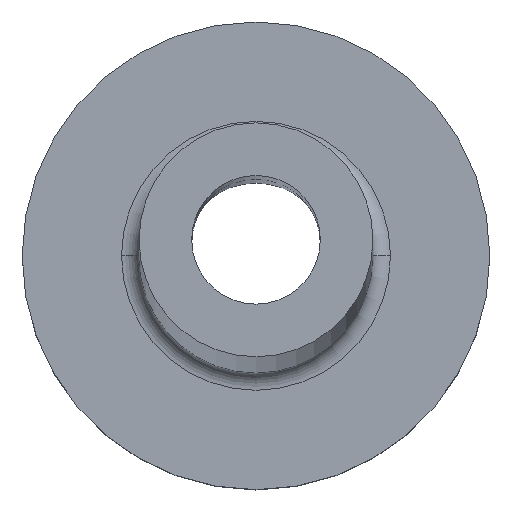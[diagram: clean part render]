
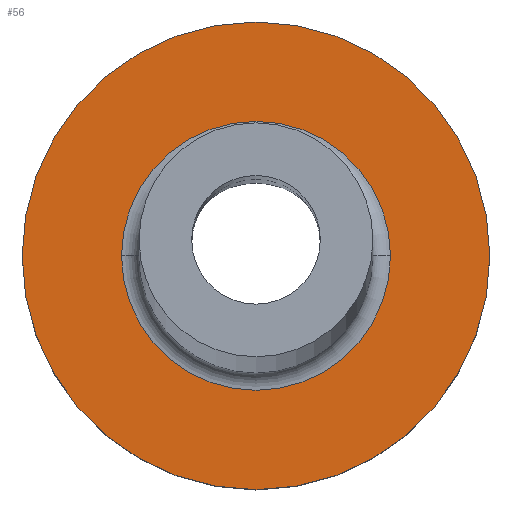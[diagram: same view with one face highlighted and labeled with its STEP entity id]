
A CAD part, top view. The second image highlights one B-rep face of the part: STEP entity #56.
In plain terms, the highlighted planar face has unit normal (0, 0, 1).
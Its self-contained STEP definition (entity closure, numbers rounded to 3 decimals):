
#4 = CARTESIAN_POINT ( 'NONE',  ( 4., 0., 3. ) ) ;
#13 = CARTESIAN_POINT ( 'NONE',  ( 0., 0., 3. ) ) ;
#14 = CARTESIAN_POINT ( 'NONE',  ( 2.3, 0., 3. ) ) ;
#55 = CARTESIAN_POINT ( 'NONE',  ( 0., 0., 3. ) ) ;
#56 = ADVANCED_FACE ( 'NONE', ( #228, #264 ), #446, .T. ) ;
#77 = DIRECTION ( 'NONE',  ( 0., 0., 1. ) ) ;
#107 = VERTEX_POINT ( 'NONE', #4 ) ;
#119 = EDGE_LOOP ( 'NONE', ( #408, #412 ) ) ;
#122 = ORIENTED_EDGE ( 'NONE', *, *, #262, .T. ) ;
#125 = ORIENTED_EDGE ( 'NONE', *, *, #157, .T. ) ;
#151 = DIRECTION ( 'NONE',  ( 0., 0., -1. ) ) ;
#157 = EDGE_CURVE ( 'NONE', #400, #107, #297, .T. ) ;
#174 = CIRCLE ( 'NONE', #279, 4. ) ;
#177 = AXIS2_PLACEMENT_3D ( 'NONE', #55, #77, #255 ) ;
#180 = CIRCLE ( 'NONE', #364, 2.3 ) ;
#187 = CARTESIAN_POINT ( 'NONE',  ( 0., 0., 3. ) ) ;
#219 = CARTESIAN_POINT ( 'NONE',  ( 0., 0., 3. ) ) ;
#228 = FACE_BOUND ( 'NONE', #119, .T. ) ;
#233 = EDGE_CURVE ( 'NONE', #263, #337, #180, .T. ) ;
#244 = AXIS2_PLACEMENT_3D ( 'NONE', #13, #256, #301 ) ;
#255 = DIRECTION ( 'NONE',  ( 1., 0., 0. ) ) ;
#256 = DIRECTION ( 'NONE',  ( 0., 0., -1. ) ) ;
#262 = EDGE_CURVE ( 'NONE', #107, #400, #174, .T. ) ;
#263 = VERTEX_POINT ( 'NONE', #14 ) ;
#264 = FACE_OUTER_BOUND ( 'NONE', #277, .T. ) ;
#275 = DIRECTION ( 'NONE',  ( 1., 0., 0. ) ) ;
#277 = EDGE_LOOP ( 'NONE', ( #125, #122 ) ) ;
#279 = AXIS2_PLACEMENT_3D ( 'NONE', #219, #410, #293 ) ;
#289 = AXIS2_PLACEMENT_3D ( 'NONE', #315, #455, #275 ) ;
#293 = DIRECTION ( 'NONE',  ( 1., 0., 0. ) ) ;
#297 = CIRCLE ( 'NONE', #289, 4. ) ;
#301 = DIRECTION ( 'NONE',  ( 1., 0., 0. ) ) ;
#315 = CARTESIAN_POINT ( 'NONE',  ( 0., 0., 3. ) ) ;
#328 = DIRECTION ( 'NONE',  ( 1., 0., 0. ) ) ;
#337 = VERTEX_POINT ( 'NONE', #433 ) ;
#342 = CARTESIAN_POINT ( 'NONE',  ( -4., 0., 3. ) ) ;
#359 = EDGE_CURVE ( 'NONE', #337, #263, #441, .T. ) ;
#364 = AXIS2_PLACEMENT_3D ( 'NONE', #187, #151, #328 ) ;
#400 = VERTEX_POINT ( 'NONE', #342 ) ;
#408 = ORIENTED_EDGE ( 'NONE', *, *, #233, .T. ) ;
#410 = DIRECTION ( 'NONE',  ( 0., 0., 1. ) ) ;
#412 = ORIENTED_EDGE ( 'NONE', *, *, #359, .T. ) ;
#433 = CARTESIAN_POINT ( 'NONE',  ( -2.3, 0., 3. ) ) ;
#441 = CIRCLE ( 'NONE', #244, 2.3 ) ;
#446 = PLANE ( 'NONE',  #177 ) ;
#455 = DIRECTION ( 'NONE',  ( 0., 0., 1. ) ) ;
